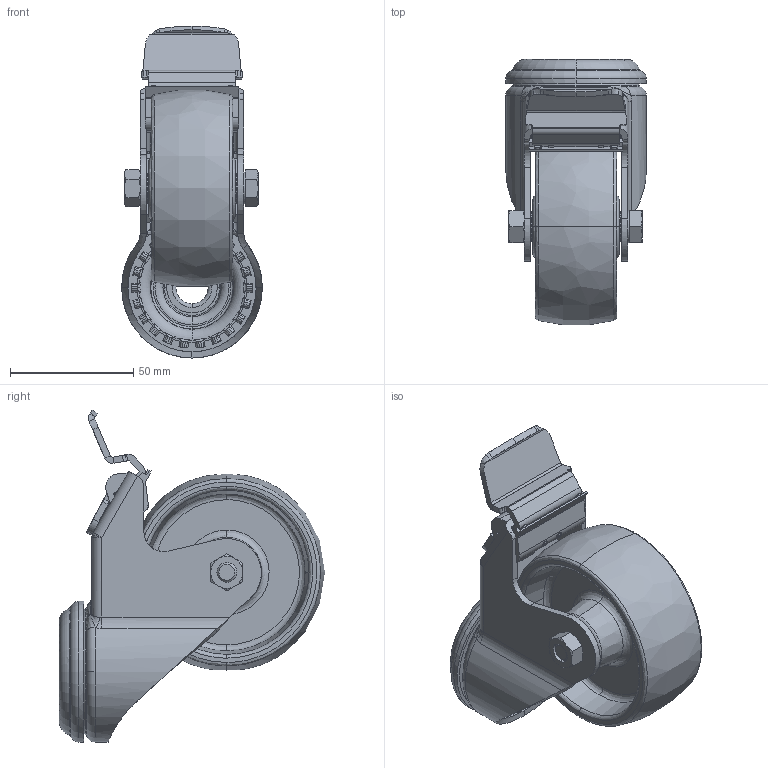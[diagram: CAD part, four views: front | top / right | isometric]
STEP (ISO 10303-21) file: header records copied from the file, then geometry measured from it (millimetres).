
FILE_DESCRIPTION (( 'STEP AP214' ), '1' );
FILE_NAME ('Accessories for aluminium profiles098S080ADN.step', '2016-10-19T13:48:42', ( '' ), ( '' ), 'SwSTEP 2.0', 'SolidWorks 2016', '' );
FILE_SCHEMA (( 'AUTOMOTIVE_DESIGN' ));
Length unit declared in the file: millimetre
Products named in the file (6): 340me516; POA_80_12G_574897-214_selction no pls; 4DIN931M08048MS01; 4DIN934M08M; 098SR.u.Tab_098S080D; Accessories for aluminium profiles098S080ADN
Assembly tree (5 placements, depth 2):
  Accessories for aluminium profiles098S080ADN
    098SR.u.Tab_098S080D
    4DIN934M08M
    4DIN931M08048MS01
    POA_80_12G_574897-214_selction no pls
    340me516
Bounding box: 57 x 107.77 x 134.57 mm (x, y, z)
Volume: 163642.4 mm3; surface area: 67357.5 mm2
Topology: 7 solids, 8 shells, 1694 faces, 4538 edges, 2912 vertices
Faces by surface type: plane 723, bspline 419, cylinder 352, torus 106, cone 88, sphere 6
Entity records: 98288 total; most frequent: CARTESIAN_POINT 42628, ORIENTED_EDGE 9052, DIRECTION 5845, EDGE_CURVE 4526, VERTEX_POINT 2908, LINE 2311, VECTOR 2311, EDGE_LOOP 1782
